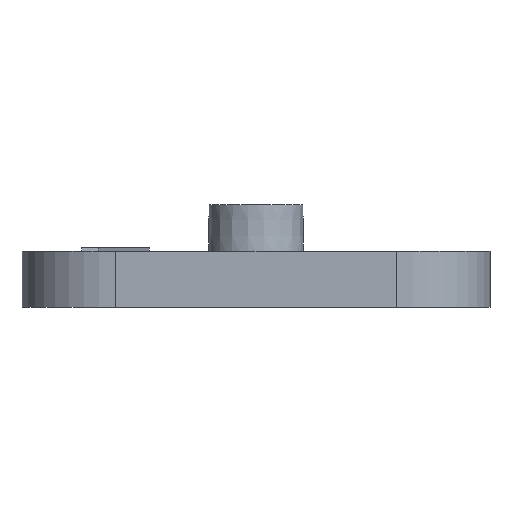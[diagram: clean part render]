
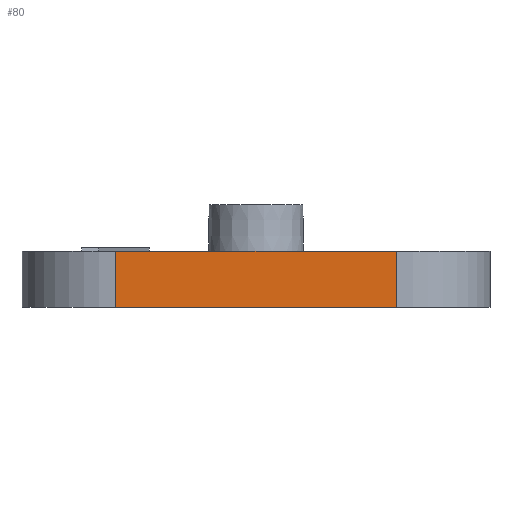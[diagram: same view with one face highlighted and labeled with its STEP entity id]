
A CAD part, left-side view. The second image highlights one B-rep face of the part: STEP entity #80.
In plain terms, the highlighted planar face has unit normal (-1, 0, 0).
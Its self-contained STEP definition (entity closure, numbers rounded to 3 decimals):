
#80 = ADVANCED_FACE( '', ( #156 ), #157, .T. );
#156 = FACE_OUTER_BOUND( '', #289, .T. );
#157 = PLANE( '', #290 );
#289 = EDGE_LOOP( '', ( #488, #489, #490, #491 ) );
#290 = AXIS2_PLACEMENT_3D( '', #492, #493, #494 );
#488 = ORIENTED_EDGE( '', *, *, #947, .F. );
#489 = ORIENTED_EDGE( '', *, *, #896, .T. );
#490 = ORIENTED_EDGE( '', *, *, #948, .T. );
#491 = ORIENTED_EDGE( '', *, *, #945, .F. );
#492 = CARTESIAN_POINT( '', ( -19., -7.5, 74.272 ) );
#493 = DIRECTION( '', ( -1., 0., 0. ) );
#494 = DIRECTION( '', ( 0., 1., 0. ) );
#896 = EDGE_CURVE( '', #1059, #1057, #1060, .T. );
#945 = EDGE_CURVE( '', #1151, #1153, #1154, .T. );
#947 = EDGE_CURVE( '', #1059, #1151, #1156, .T. );
#948 = EDGE_CURVE( '', #1057, #1153, #1157, .T. );
#1057 = VERTEX_POINT( '', #1317 );
#1059 = VERTEX_POINT( '', #1319 );
#1060 = LINE( '', #1320, #1321 );
#1151 = VERTEX_POINT( '', #1451 );
#1153 = VERTEX_POINT( '', #1453 );
#1154 = LINE( '', #1454, #1455 );
#1156 = LINE( '', #1457, #1458 );
#1157 = LINE( '', #1459, #1460 );
#1317 = CARTESIAN_POINT( '', ( -19., 7.5, 3. ) );
#1319 = CARTESIAN_POINT( '', ( -19., -7.5, 3. ) );
#1320 = CARTESIAN_POINT( '', ( -19., 0., 3. ) );
#1321 = VECTOR( '', #1676, 1000. );
#1451 = CARTESIAN_POINT( '', ( -19., -7.5, 0. ) );
#1453 = CARTESIAN_POINT( '', ( -19., 7.5, 0. ) );
#1454 = CARTESIAN_POINT( '', ( -19., 0., 0. ) );
#1455 = VECTOR( '', #1743, 1000. );
#1457 = CARTESIAN_POINT( '', ( -19., -7.5, 74.272 ) );
#1458 = VECTOR( '', #1747, 1000. );
#1459 = CARTESIAN_POINT( '', ( -19., 7.5, 74.272 ) );
#1460 = VECTOR( '', #1748, 1000. );
#1676 = DIRECTION( '', ( 0., 1., 0. ) );
#1743 = DIRECTION( '', ( 0., 1., 0. ) );
#1747 = DIRECTION( '', ( 0., 0., -1. ) );
#1748 = DIRECTION( '', ( 0., 0., -1. ) );
